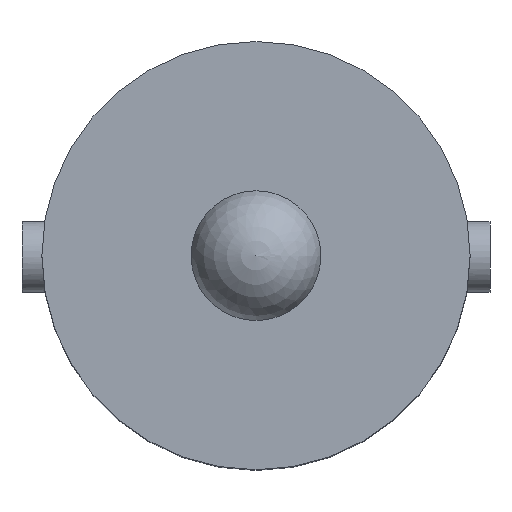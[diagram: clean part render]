
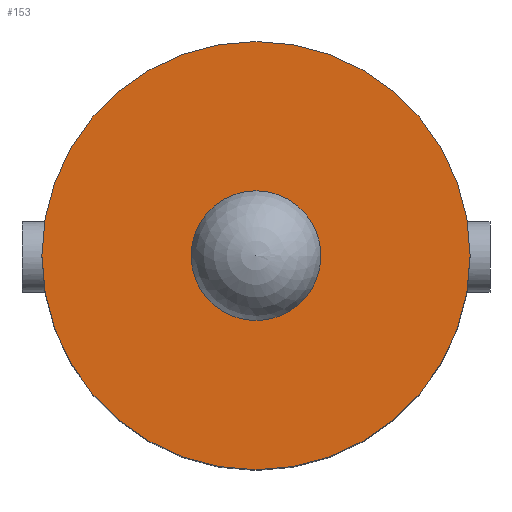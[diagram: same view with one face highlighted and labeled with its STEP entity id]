
A CAD part, top view. The second image highlights one B-rep face of the part: STEP entity #153.
In plain terms, the highlighted planar face has unit normal (0, 0, 1).
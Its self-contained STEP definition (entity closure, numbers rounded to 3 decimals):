
#20=PLANE('',#178);
#31=FACE_BOUND('',#74,.T.);
#50=FACE_OUTER_BOUND('',#73,.T.);
#73=EDGE_LOOP('',(#131));
#74=EDGE_LOOP('',(#132));
#75=CIRCLE('',#157,1.47);
#84=CIRCLE('',#177,4.85);
#85=VERTEX_POINT('',#229);
#96=VERTEX_POINT('',#328);
#97=EDGE_CURVE('',#85,#85,#75,.T.);
#108=EDGE_CURVE('',#96,#96,#84,.T.);
#131=ORIENTED_EDGE('',*,*,#108,.F.);
#132=ORIENTED_EDGE('',*,*,#97,.T.);
#153=ADVANCED_FACE('',(#50,#31),#20,.F.);
#157=AXIS2_PLACEMENT_3D('',#230,#183,#184);
#177=AXIS2_PLACEMENT_3D('',#329,#223,#224);
#178=AXIS2_PLACEMENT_3D('',#330,#225,#226);
#183=DIRECTION('center_axis',(0.,0.,-1.));
#184=DIRECTION('ref_axis',(0.,1.,0.));
#223=DIRECTION('center_axis',(0.,0.,-1.));
#224=DIRECTION('ref_axis',(-1.,0.,0.));
#225=DIRECTION('center_axis',(0.,0.,-1.));
#226=DIRECTION('ref_axis',(-1.,0.,0.));
#229=CARTESIAN_POINT('',(0.,-1.47,14.25));
#230=CARTESIAN_POINT('Origin',(0.,0.,14.25));
#328=CARTESIAN_POINT('',(4.85,0.,14.25));
#329=CARTESIAN_POINT('Origin',(0.,0.,14.25));
#330=CARTESIAN_POINT('Origin',(0.,0.,14.25));
